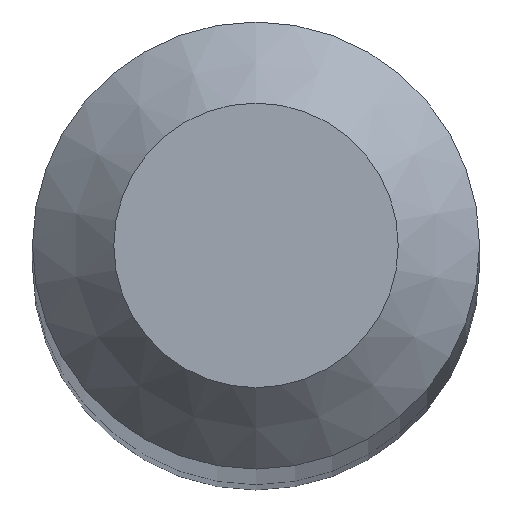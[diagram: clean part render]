
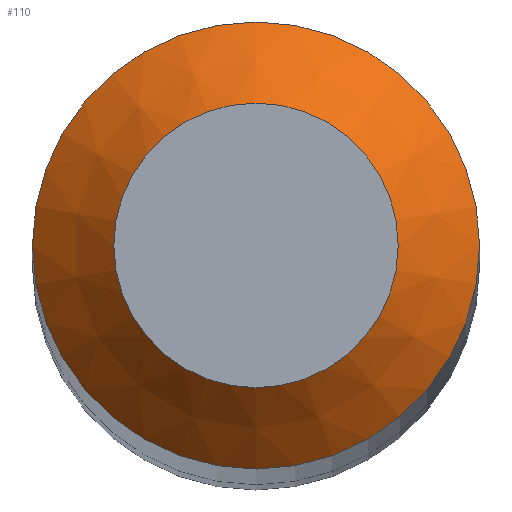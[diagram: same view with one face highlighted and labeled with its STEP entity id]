
A CAD part, top view. The second image highlights one B-rep face of the part: STEP entity #110.
In plain terms, the highlighted conical face has half-angle 45 degrees and reference radius 0.35 mm.
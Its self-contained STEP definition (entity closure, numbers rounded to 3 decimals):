
#4 = DIRECTION ( 'NONE',  ( 0., 1., 0. ) ) ;
#13 = DIRECTION ( 'NONE',  ( 0., 0., -1. ) ) ;
#17 = DIRECTION ( 'NONE',  ( 0., 0., -1. ) ) ;
#23 = EDGE_CURVE ( 'NONE', #66, #66, #160, .T. ) ;
#29 = ORIENTED_EDGE ( 'NONE', *, *, #42, .F. ) ;
#31 = FACE_OUTER_BOUND ( 'NONE', #59, .T. ) ;
#32 = AXIS2_PLACEMENT_3D ( 'NONE', #62, #17, #113 ) ;
#42 = EDGE_CURVE ( 'NONE', #64, #64, #71, .T. ) ;
#59 = EDGE_LOOP ( 'NONE', ( #29 ) ) ;
#62 = CARTESIAN_POINT ( 'NONE',  ( 0., 0., 30. ) ) ;
#64 = VERTEX_POINT ( 'NONE', #109 ) ;
#66 = VERTEX_POINT ( 'NONE', #138 ) ;
#71 = CIRCLE ( 'NONE', #124, 0.55 ) ;
#87 = CARTESIAN_POINT ( 'NONE',  ( 0., 0., 29.8 ) ) ;
#103 = CARTESIAN_POINT ( 'NONE',  ( 0., 0., 30. ) ) ;
#109 = CARTESIAN_POINT ( 'NONE',  ( 0., 0.55, 29.8 ) ) ;
#110 = ADVANCED_FACE ( 'NONE', ( #31, #198 ), #166, .T. ) ;
#113 = DIRECTION ( 'NONE',  ( 0., 1., 0. ) ) ;
#124 = AXIS2_PLACEMENT_3D ( 'NONE', #87, #146, #165 ) ;
#138 = CARTESIAN_POINT ( 'NONE',  ( 0., 0.35, 30. ) ) ;
#141 = AXIS2_PLACEMENT_3D ( 'NONE', #103, #13, #4 ) ;
#146 = DIRECTION ( 'NONE',  ( 0., 0., -1. ) ) ;
#153 = EDGE_LOOP ( 'NONE', ( #163 ) ) ;
#160 = CIRCLE ( 'NONE', #141, 0.35 ) ;
#163 = ORIENTED_EDGE ( 'NONE', *, *, #23, .T. ) ;
#165 = DIRECTION ( 'NONE',  ( 0., 1., 0. ) ) ;
#166 = CONICAL_SURFACE ( 'NONE', #32, 0.35, 0.785 ) ;
#198 = FACE_BOUND ( 'NONE', #153, .T. ) ;
